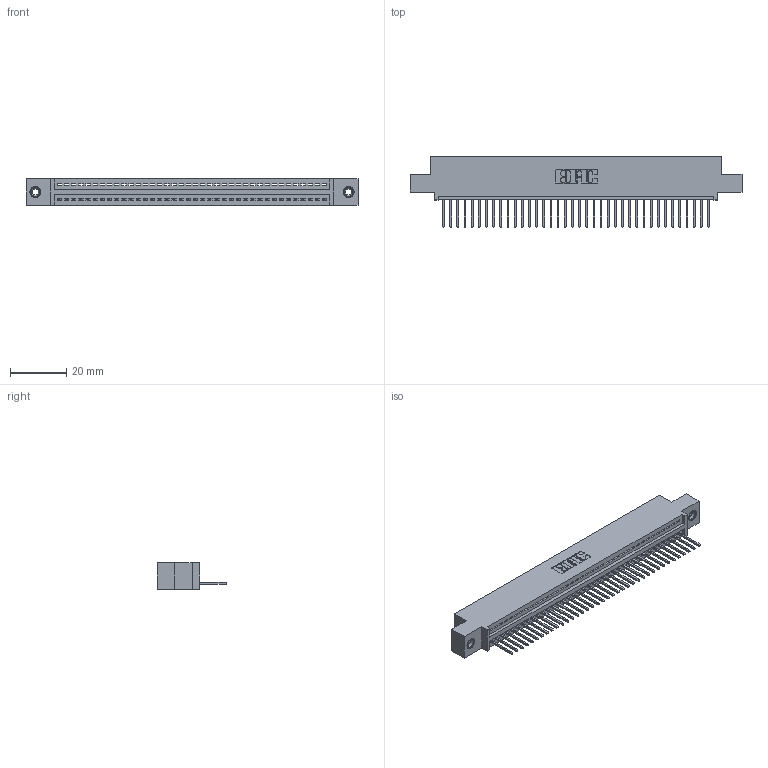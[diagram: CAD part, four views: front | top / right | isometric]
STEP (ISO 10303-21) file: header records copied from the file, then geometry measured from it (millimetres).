
FILE_DESCRIPTION (( 'STEP AP203' ), '1' );
FILE_NAME ('395-038-523-408.STEP', '2019-10-22T00:51:41', ( '' ), ( '' ), 'SwSTEP 2.0', 'SolidWorks 2016', '' );
FILE_SCHEMA (( 'CONFIG_CONTROL_DESIGN' ));
Length unit declared in the file: inch
Products named in the file (4): 395-038-523-408; 345-292-001_345-293-123; 345 Part_0.110 Offset - 0.156 Dia-TI; 345-250-001_345-250-003-102
Assembly tree (41 placements, depth 2):
  395-038-523-408
    345 Part_0.110 Offset - 0.156 Dia-TI
    345-292-001_345-293-123  x38
    345-250-001_345-250-003-102  x2
Bounding box: 117.73 x 24.82 x 9.4 mm (x, y, z)
Volume: 11054.7 mm3; surface area: 14778.7 mm2
Topology: 41 solids, 41 shells, 2394 faces, 7177 edges, 4726 vertices
Faces by surface type: plane 1636, cylinder 742, cone 12, torus 4
Entity records: 30474 total; most frequent: CARTESIAN_POINT 5261, ORIENTED_EDGE 5226, DIRECTION 4627, EDGE_CURVE 2613, VECTOR 2309, LINE 2309, VERTEX_POINT 1736, AXIS2_PLACEMENT_3D 1159
